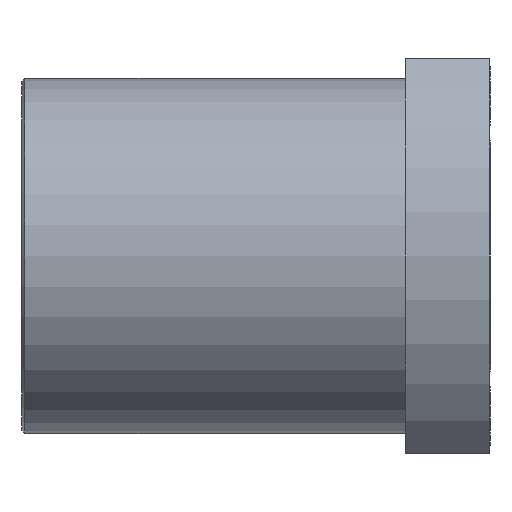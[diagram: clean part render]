
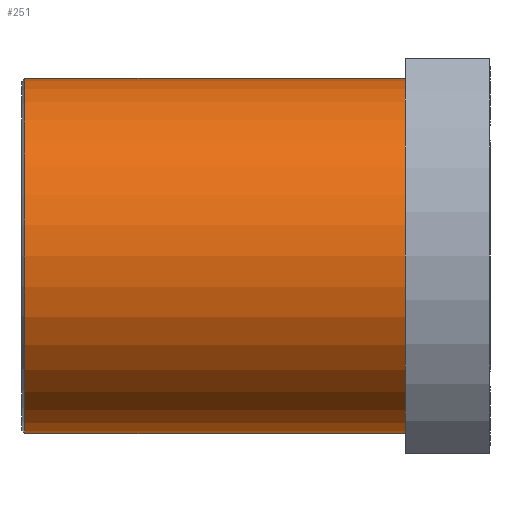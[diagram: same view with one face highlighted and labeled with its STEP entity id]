
A CAD part, front view. The second image highlights one B-rep face of the part: STEP entity #251.
In plain terms, the highlighted cylindrical face has radius 31.5 mm (diameter 63 mm), a partial arc.
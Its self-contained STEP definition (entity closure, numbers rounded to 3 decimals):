
#72 = DIRECTION ( 'NONE',  ( 0., 0., 1. ) ) ;
#84 = DIRECTION ( 'NONE',  ( -1., 0., 0. ) ) ;
#124 = EDGE_LOOP ( 'NONE', ( #963, #584, #195, #727 ) ) ;
#133 = CYLINDRICAL_SURFACE ( 'NONE', #531, 31.5 ) ;
#143 = DIRECTION ( 'NONE',  ( -1., 0., 0. ) ) ;
#195 = ORIENTED_EDGE ( 'NONE', *, *, #1021, .T. ) ;
#208 = VERTEX_POINT ( 'NONE', #909 ) ;
#224 = CARTESIAN_POINT ( 'NONE',  ( 31.441, 0., 0. ) ) ;
#230 = DIRECTION ( 'NONE',  ( 1., 0., 0. ) ) ;
#243 = AXIS2_PLACEMENT_3D ( 'NONE', #994, #230, #563 ) ;
#251 = ADVANCED_FACE ( 'NONE', ( #308 ), #133, .T. ) ;
#292 = CIRCLE ( 'NONE', #243, 31.5 ) ;
#296 = CARTESIAN_POINT ( 'NONE',  ( 31.441, 0., -31.5 ) ) ;
#308 = FACE_OUTER_BOUND ( 'NONE', #124, .T. ) ;
#341 = CARTESIAN_POINT ( 'NONE',  ( -340.807, 0., -31.5 ) ) ;
#357 = VECTOR ( 'NONE', #475, 1000. ) ;
#428 = VERTEX_POINT ( 'NONE', #530 ) ;
#460 = DIRECTION ( 'NONE',  ( 0., 0., 1. ) ) ;
#475 = DIRECTION ( 'NONE',  ( -1., 0., 0. ) ) ;
#479 = VECTOR ( 'NONE', #84, 1000. ) ;
#496 = VERTEX_POINT ( 'NONE', #296 ) ;
#530 = CARTESIAN_POINT ( 'NONE',  ( 31.441, 0., 31.5 ) ) ;
#531 = AXIS2_PLACEMENT_3D ( 'NONE', #656, #821, #72 ) ;
#533 = VERTEX_POINT ( 'NONE', #655 ) ;
#563 = DIRECTION ( 'NONE',  ( 0., 0., -1. ) ) ;
#576 = EDGE_CURVE ( 'NONE', #496, #208, #594, .T. ) ;
#584 = ORIENTED_EDGE ( 'NONE', *, *, #855, .T. ) ;
#594 = LINE ( 'NONE', #341, #479 ) ;
#655 = CARTESIAN_POINT ( 'NONE',  ( -36.059, 0., 31.5 ) ) ;
#656 = CARTESIAN_POINT ( 'NONE',  ( -340.807, 0., 0. ) ) ;
#694 = LINE ( 'NONE', #960, #357 ) ;
#698 = CIRCLE ( 'NONE', #914, 31.5 ) ;
#727 = ORIENTED_EDGE ( 'NONE', *, *, #1086, .T. ) ;
#821 = DIRECTION ( 'NONE',  ( -1., 0., 0. ) ) ;
#855 = EDGE_CURVE ( 'NONE', #496, #428, #698, .T. ) ;
#909 = CARTESIAN_POINT ( 'NONE',  ( -36.059, 0., -31.5 ) ) ;
#914 = AXIS2_PLACEMENT_3D ( 'NONE', #224, #143, #460 ) ;
#960 = CARTESIAN_POINT ( 'NONE',  ( -340.807, 0., 31.5 ) ) ;
#963 = ORIENTED_EDGE ( 'NONE', *, *, #576, .F. ) ;
#994 = CARTESIAN_POINT ( 'NONE',  ( -36.059, 0., 0. ) ) ;
#1021 = EDGE_CURVE ( 'NONE', #428, #533, #694, .T. ) ;
#1086 = EDGE_CURVE ( 'NONE', #533, #208, #292, .T. ) ;
